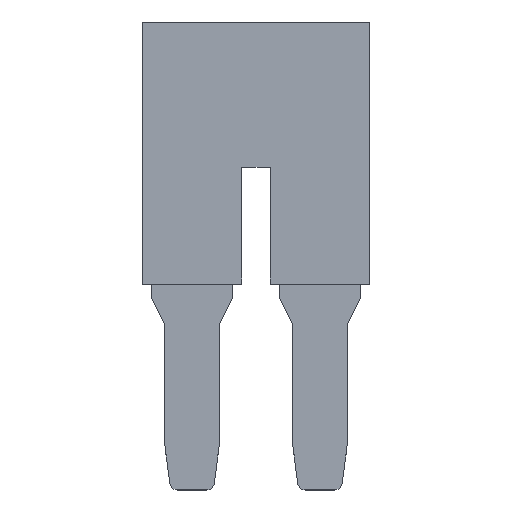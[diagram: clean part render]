
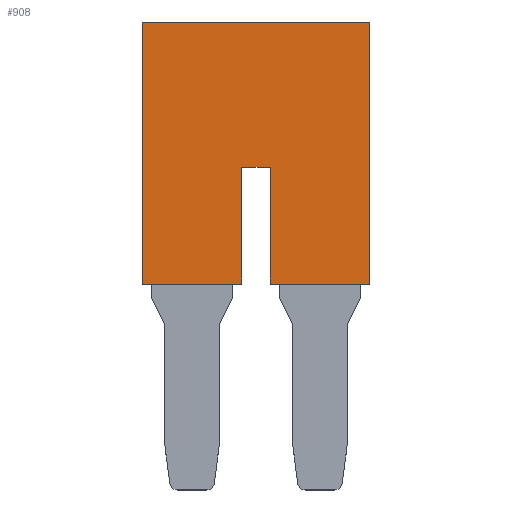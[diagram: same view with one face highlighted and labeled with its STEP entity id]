
A CAD part, top view. The second image highlights one B-rep face of the part: STEP entity #908.
In plain terms, the highlighted planar face has unit normal (0, 0, 1).
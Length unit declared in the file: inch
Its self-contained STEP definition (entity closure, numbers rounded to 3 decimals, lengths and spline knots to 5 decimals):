
#97=DIRECTION('',(1.,0.,0.));
#98=VECTOR('',#97,1.80001);
#99=CARTESIAN_POINT('',(-1.79052,9.32996,1.6));
#100=LINE('',#99,#98);
#101=DIRECTION('',(0.,1.,0.));
#102=VECTOR('',#101,7.50003);
#103=CARTESIAN_POINT('',(-1.79052,1.82993,1.6));
#104=LINE('',#103,#102);
#105=DIRECTION('',(1.,0.,0.));
#106=VECTOR('',#105,6.40003);
#107=CARTESIAN_POINT('',(-8.19054,1.82993,1.6));
#108=LINE('',#107,#106);
#109=DIRECTION('',(0.,-1.,0.));
#110=VECTOR('',#109,16.80007);
#111=CARTESIAN_POINT('',(-8.19054,18.63,1.6));
#112=LINE('',#111,#110);
#113=DIRECTION('',(-1.,0.,0.));
#114=VECTOR('',#113,14.60006);
#115=CARTESIAN_POINT('',(6.40952,18.63,1.6));
#116=LINE('',#115,#114);
#117=DIRECTION('',(0.,1.,0.));
#118=VECTOR('',#117,16.80007);
#119=CARTESIAN_POINT('',(6.40952,1.82993,1.6));
#120=LINE('',#119,#118);
#121=DIRECTION('',(1.,0.,0.));
#122=VECTOR('',#121,6.40003);
#123=CARTESIAN_POINT('',(0.00949,1.82993,1.6));
#124=LINE('',#123,#122);
#125=DIRECTION('',(0.,-1.,0.));
#126=VECTOR('',#125,7.50003);
#127=CARTESIAN_POINT('',(0.00949,9.32996,1.6));
#128=LINE('',#127,#126);
#577=CARTESIAN_POINT('',(-1.79052,9.32996,1.6));
#578=CARTESIAN_POINT('',(0.00949,9.32996,1.6));
#579=VERTEX_POINT('',#577);
#580=VERTEX_POINT('',#578);
#581=CARTESIAN_POINT('',(0.00949,1.82993,1.6));
#582=VERTEX_POINT('',#581);
#583=CARTESIAN_POINT('',(6.40952,1.82993,1.6));
#584=VERTEX_POINT('',#583);
#585=CARTESIAN_POINT('',(6.40952,18.63,1.6));
#586=VERTEX_POINT('',#585);
#587=CARTESIAN_POINT('',(-8.19054,18.63,1.6));
#588=VERTEX_POINT('',#587);
#589=CARTESIAN_POINT('',(-8.19054,1.82993,1.6));
#590=VERTEX_POINT('',#589);
#591=CARTESIAN_POINT('',(-1.79052,1.82993,1.6));
#592=VERTEX_POINT('',#591);
#893=CARTESIAN_POINT('',(0.,0.,1.6));
#894=DIRECTION('',(0.,0.,1.));
#895=DIRECTION('',(1.,0.,0.));
#896=AXIS2_PLACEMENT_3D('',#893,#894,#895);
#897=PLANE('',#896);
#898=ORIENTED_EDGE('',*,*,#769,.F.);
#899=ORIENTED_EDGE('',*,*,#784,.F.);
#900=ORIENTED_EDGE('',*,*,#798,.F.);
#901=ORIENTED_EDGE('',*,*,#822,.F.);
#902=ORIENTED_EDGE('',*,*,#836,.F.);
#903=ORIENTED_EDGE('',*,*,#850,.F.);
#904=ORIENTED_EDGE('',*,*,#864,.F.);
#905=ORIENTED_EDGE('',*,*,#887,.F.);
#906=EDGE_LOOP('',(#898,#899,#900,#901,#902,#903,#904,#905));
#907=FACE_OUTER_BOUND('',#906,.F.);
#769=EDGE_CURVE('',#579,#580,#100,.T.);
#784=EDGE_CURVE('',#592,#579,#104,.T.);
#798=EDGE_CURVE('',#590,#592,#108,.T.);
#822=EDGE_CURVE('',#588,#590,#112,.T.);
#836=EDGE_CURVE('',#586,#588,#116,.T.);
#850=EDGE_CURVE('',#584,#586,#120,.T.);
#864=EDGE_CURVE('',#582,#584,#124,.T.);
#887=EDGE_CURVE('',#580,#582,#128,.T.);
#908=ADVANCED_FACE('',(#907),#897,.T.);
